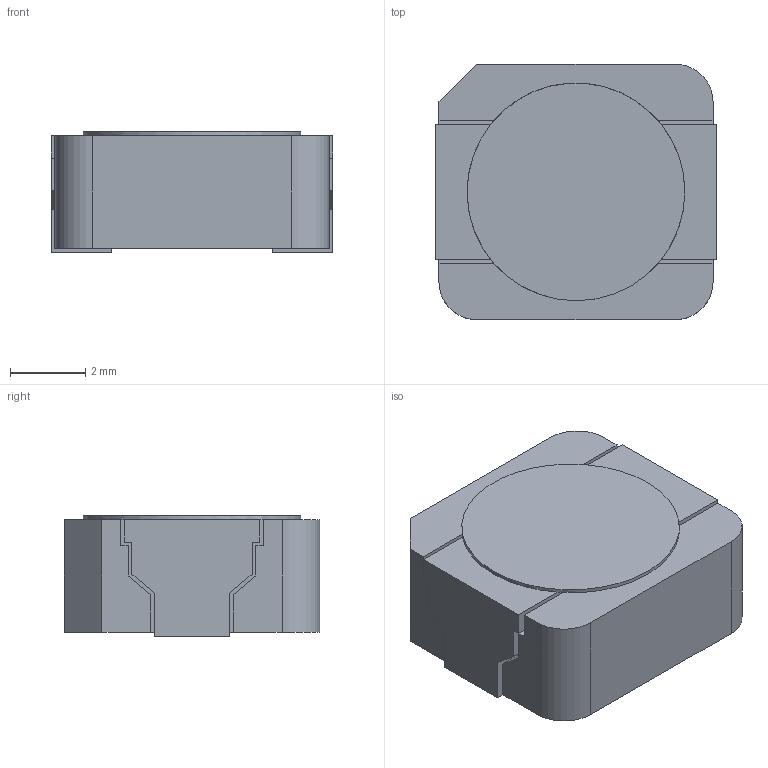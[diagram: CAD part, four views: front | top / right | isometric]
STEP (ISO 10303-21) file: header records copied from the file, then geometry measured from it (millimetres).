
FILE_DESCRIPTION(('Open CASCADE Model'),'2;1');
FILE_NAME('Open CASCADE Shape Model','2010-04-27T09:15:17',('Author'),( 'Open CASCADE'),'Open CASCADE STEP processor 6.3','Open CASCADE 6.3' ,'Unknown');
FILE_SCHEMA(('AUTOMOTIVE_DESIGN_CC2 { 1 2 10303 214 -1 1 5 4 }'));
Length unit declared in the file: millimetre
Products named in the file (1): Open CASCADE STEP translator 6.3 1
Bounding box: 7.5 x 6.8 x 3.2 mm (x, y, z)
Volume: 146.6 mm3; surface area: 257.4 mm2
Topology: 1 solids, 1 shells, 72 faces, 203 edges, 134 vertices
Faces by surface type: plane 43, bspline 25, cylinder 4
Full cylindrical faces by diameter (mm): 5.8 x1
Entity records: 5308 total; most frequent: CARTESIAN_POINT 1432, DIRECTION 639, LINE 505, VECTOR 505, ORIENTED_EDGE 406, PCURVE 406, DEFINITIONAL_REPRESENTATION 406, EDGE_CURVE 203
